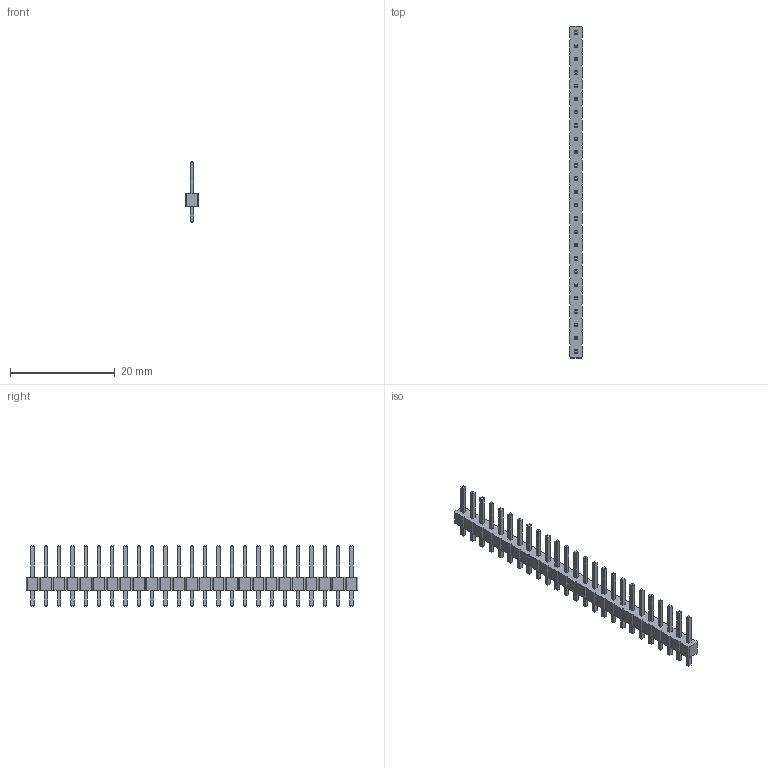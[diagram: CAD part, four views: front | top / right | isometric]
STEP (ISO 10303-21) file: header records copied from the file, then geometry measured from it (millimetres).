
FILE_DESCRIPTION(/* description */ ('model of PinHeader_1x25_P2.54mm_Vertical'),/* implementation_level */ '2;1');
FILE_NAME(/* name */ 'PinHeader_1x25_P2.54mm_Vertical.step',/* time_stamp */ '2017-12-09T23:54:50',/* author */ ('kicad StepUp','ksu'),/* organization */ ('FreeCAD'),/* preprocessor_version */ 'OCC',/* originating_system */ 'kicad StepUp',/* authorisation */ '');
FILE_SCHEMA(('AUTOMOTIVE_DESIGN { 1 0 10303 214 1 1 1 1 }'));
Length unit declared in the file: millimetre
Products named in the file (1): PinHeader_1x25_P254mm_Vertical
Bounding box: 2.54 x 63.5 x 11.54 mm (x, y, z)
Volume: 492.3 mm3; surface area: 1237.6 mm2
Topology: 1 solids, 1 shells, 604 faces, 1456 edges, 904 vertices
Faces by surface type: plane 604
Entity records: 11316 total; most frequent: ORIENTED_EDGE 2260, CARTESIAN_POINT 1732, EDGE_CURVE 1456, LINE 1356, VERTEX_POINT 904, FACE_BOUND 654, EDGE_LOOP 654, ADVANCED_FACE 604
